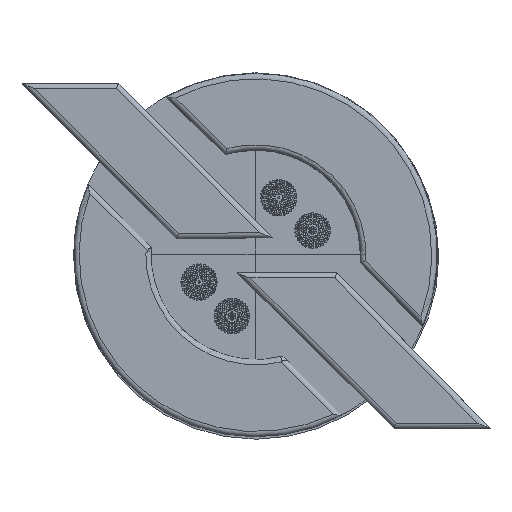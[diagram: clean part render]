
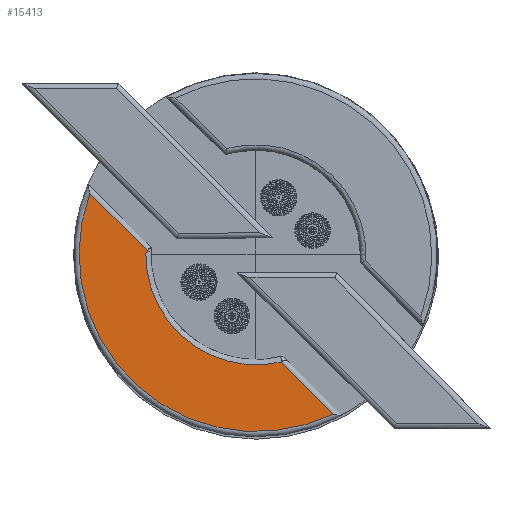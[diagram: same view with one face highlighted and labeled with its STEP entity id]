
A CAD part, top view. The second image highlights one B-rep face of the part: STEP entity #15413.
In plain terms, the highlighted planar face has unit normal (0, 0, 1).
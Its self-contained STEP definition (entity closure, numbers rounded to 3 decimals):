
#1049=PLANE('',#16345);
#1344=LINE('',#22951,#2518);
#1347=LINE('',#23090,#2521);
#2518=VECTOR('',#18109,5.);
#2521=VECTOR('',#18130,5.);
#4159=FACE_OUTER_BOUND('',#4931,.T.);
#4931=EDGE_LOOP('',(#11114,#11115,#11116,#11117,#11118));
#6515=B_SPLINE_CURVE_WITH_KNOTS('',3,(#22890,#22891,#22892,#22893,#22894,
#22895),.UNSPECIFIED.,.F.,.F.,(4,2,4),(1.099,1.35,
1.351),.UNSPECIFIED.);
#6538=CIRCLE('',#16343,97.82);
#6540=CIRCLE('',#16346,156.899);
#7483=VERTEX_POINT('',#22839);
#7487=VERTEX_POINT('',#22889);
#7491=VERTEX_POINT('',#22940);
#7497=VERTEX_POINT('',#23004);
#7500=VERTEX_POINT('',#23088);
#8920=EDGE_CURVE('',#7483,#7487,#6515,.T.);
#8927=EDGE_CURVE('',#7491,#7483,#1344,.T.);
#8934=EDGE_CURVE('',#7487,#7497,#6538,.T.);
#8939=EDGE_CURVE('',#7500,#7491,#6540,.T.);
#8940=EDGE_CURVE('',#7497,#7500,#1347,.T.);
#11114=ORIENTED_EDGE('',*,*,#8920,.F.);
#11115=ORIENTED_EDGE('',*,*,#8927,.F.);
#11116=ORIENTED_EDGE('',*,*,#8939,.F.);
#11117=ORIENTED_EDGE('',*,*,#8940,.F.);
#11118=ORIENTED_EDGE('',*,*,#8934,.F.);
#15413=ADVANCED_FACE('',(#4159),#1049,.T.);
#16343=AXIS2_PLACEMENT_3D('',#23005,#18122,#18123);
#16345=AXIS2_PLACEMENT_3D('',#23087,#18126,#18127);
#16346=AXIS2_PLACEMENT_3D('',#23089,#18128,#18129);
#18109=DIRECTION('',(0.705,-0.709,0.));
#18122=DIRECTION('center_axis',(0.,0.,1.));
#18123=DIRECTION('ref_axis',(0.635,0.773,0.));
#18126=DIRECTION('center_axis',(0.,0.,1.));
#18127=DIRECTION('ref_axis',(-1.,0.,0.));
#18128=DIRECTION('center_axis',(0.,0.,-1.));
#18129=DIRECTION('ref_axis',(0.673,0.74,0.));
#18130=DIRECTION('',(0.705,-0.709,0.));
#22839=CARTESIAN_POINT('',(-96.619,3.093,38.));
#22889=CARTESIAN_POINT('',(-97.816,0.881,38.));
#22890=CARTESIAN_POINT('Ctrl Pts',(-96.619,3.093,38.));
#22891=CARTESIAN_POINT('Ctrl Pts',(-97.055,2.381,38.));
#22892=CARTESIAN_POINT('Ctrl Pts',(-97.434,1.635,38.));
#22893=CARTESIAN_POINT('Ctrl Pts',(-97.813,0.887,
38.));
#22894=CARTESIAN_POINT('Ctrl Pts',(-97.814,0.884,
38.));
#22895=CARTESIAN_POINT('Ctrl Pts',(-97.816,0.881,38.));
#22940=CARTESIAN_POINT('',(-147.28,54.091,38.));
#22951=CARTESIAN_POINT('',(-72.081,-21.609,38.));
#23004=CARTESIAN_POINT('',(22.078,-95.296,38.));
#23005=CARTESIAN_POINT('Origin',(0.,0.,38.));
#23087=CARTESIAN_POINT('Origin',(-43.049,-49.345,38.));
#23088=CARTESIAN_POINT('',(67.94,-141.426,38.));
#23089=CARTESIAN_POINT('Origin',(0.,0.,38.));
#23090=CARTESIAN_POINT('',(69.662,-143.159,38.));
